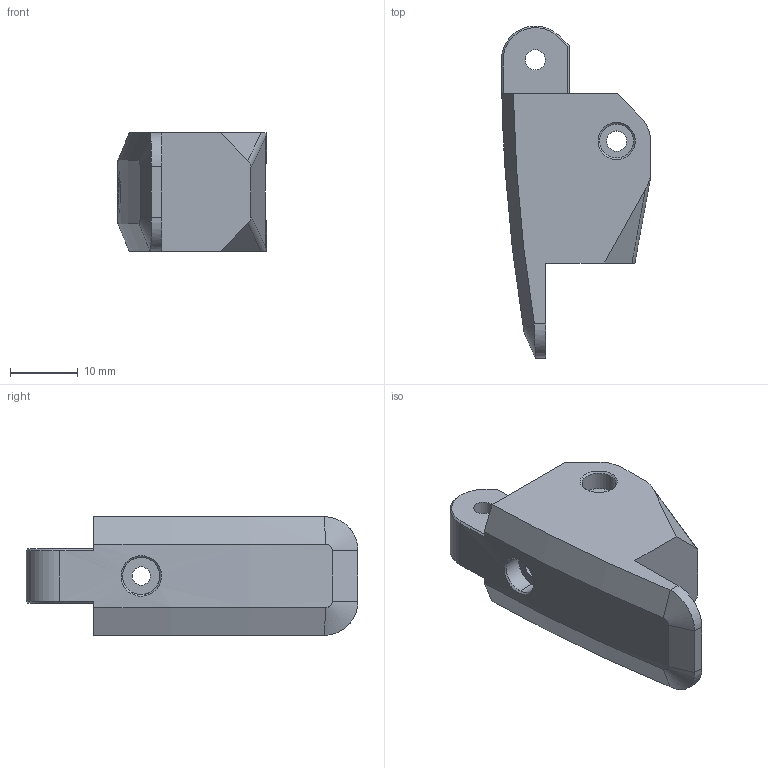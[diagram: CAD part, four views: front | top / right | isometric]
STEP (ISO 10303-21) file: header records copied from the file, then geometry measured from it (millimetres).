
FILE_DESCRIPTION (( 'STEP AP214' ), '1' );
FILE_NAME ('DISTAL2T.STEP', '2025-01-21T10:11:47', ( '' ), ( '' ), 'SwSTEP 2.0', 'SolidWorks 2025', '' );
FILE_SCHEMA (( 'AUTOMOTIVE_DESIGN' ));
Length unit declared in the file: millimetre
Products named in the file (1): DISTAL2T
Bounding box: 22 x 48.99 x 17.5 mm (x, y, z)
Volume: 8423.3 mm3; surface area: 3801.1 mm2
Topology: 1 solids, 1 shells, 89 faces, 221 edges, 138 vertices
Faces by surface type: plane 40, cylinder 30, cone 14, bspline 5
Entity records: 4362 total; most frequent: CARTESIAN_POINT 2239, ORIENTED_EDGE 442, DIRECTION 428, EDGE_CURVE 221, AXIS2_PLACEMENT_3D 155, VERTEX_POINT 138, LINE 118, VECTOR 118
